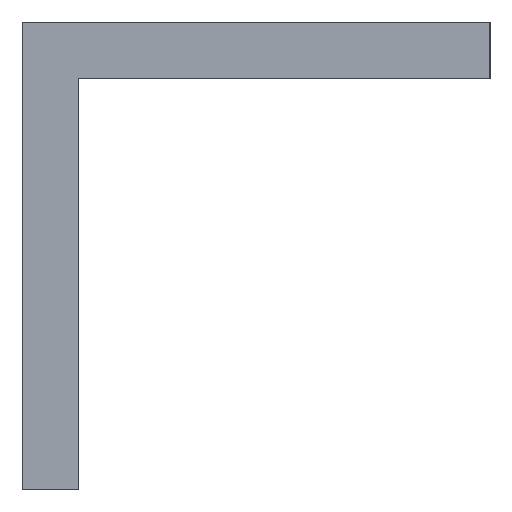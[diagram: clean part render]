
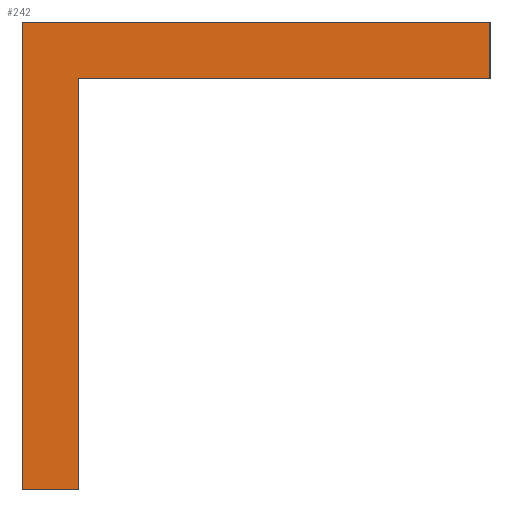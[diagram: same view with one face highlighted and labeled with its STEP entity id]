
A CAD part, left-side view. The second image highlights one B-rep face of the part: STEP entity #242.
In plain terms, the highlighted planar face has unit normal (-1, 0, 0).
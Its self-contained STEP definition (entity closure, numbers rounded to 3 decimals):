
#18 = VECTOR ( 'NONE', #124, 1000. ) ;
#19 = CARTESIAN_POINT ( 'NONE',  ( 0., 22., -10.146 ) ) ;
#21 = VERTEX_POINT ( 'NONE', #201 ) ;
#25 = ORIENTED_EDGE ( 'NONE', *, *, #143, .F. ) ;
#29 = VERTEX_POINT ( 'NONE', #279 ) ;
#33 = LINE ( 'NONE', #223, #18 ) ;
#38 = CARTESIAN_POINT ( 'NONE',  ( 0., 0., -7.146 ) ) ;
#41 = CARTESIAN_POINT ( 'NONE',  ( 0., 0., 0. ) ) ;
#42 = LINE ( 'NONE', #19, #198 ) ;
#46 = VERTEX_POINT ( 'NONE', #257 ) ;
#48 = VERTEX_POINT ( 'NONE', #275 ) ;
#80 = DIRECTION ( 'NONE',  ( 0., 0., -1. ) ) ;
#92 = ORIENTED_EDGE ( 'NONE', *, *, #281, .F. ) ;
#97 = DIRECTION ( 'NONE',  ( 0., 0., 1. ) ) ;
#101 = CARTESIAN_POINT ( 'NONE',  ( 0., 0., -10.146 ) ) ;
#104 = FACE_OUTER_BOUND ( 'NONE', #112, .T. ) ;
#112 = EDGE_LOOP ( 'NONE', ( #135, #25, #248, #246, #118, #92 ) ) ;
#113 = AXIS2_PLACEMENT_3D ( 'NONE', #41, #205, #261 ) ;
#118 = ORIENTED_EDGE ( 'NONE', *, *, #239, .F. ) ;
#124 = DIRECTION ( 'NONE',  ( 0., 1., 0. ) ) ;
#132 = CARTESIAN_POINT ( 'NONE',  ( 0., 25., -32.146 ) ) ;
#135 = ORIENTED_EDGE ( 'NONE', *, *, #187, .F. ) ;
#142 = LINE ( 'NONE', #38, #254 ) ;
#143 = EDGE_CURVE ( 'NONE', #48, #216, #142, .T. ) ;
#153 = CARTESIAN_POINT ( 'NONE',  ( 0., 0., -7.146 ) ) ;
#157 = CARTESIAN_POINT ( 'NONE',  ( 0., 22., -32.146 ) ) ;
#158 = LINE ( 'NONE', #157, #260 ) ;
#159 = EDGE_CURVE ( 'NONE', #303, #48, #272, .T. ) ;
#169 = VECTOR ( 'NONE', #80, 1000. ) ;
#181 = EDGE_CURVE ( 'NONE', #29, #303, #33, .T. ) ;
#187 = EDGE_CURVE ( 'NONE', #216, #46, #296, .T. ) ;
#198 = VECTOR ( 'NONE', #234, 1000. ) ;
#201 = CARTESIAN_POINT ( 'NONE',  ( 0., 22., -10.146 ) ) ;
#205 = DIRECTION ( 'NONE',  ( -1., 0., 0. ) ) ;
#216 = VERTEX_POINT ( 'NONE', #153 ) ;
#223 = CARTESIAN_POINT ( 'NONE',  ( 0., 25., -32.146 ) ) ;
#233 = VECTOR ( 'NONE', #97, 1000. ) ;
#234 = DIRECTION ( 'NONE',  ( 0., 1., 0. ) ) ;
#239 = EDGE_CURVE ( 'NONE', #21, #29, #158, .T. ) ;
#242 = ADVANCED_FACE ( 'NONE', ( #104 ), #262, .T. ) ;
#246 = ORIENTED_EDGE ( 'NONE', *, *, #181, .F. ) ;
#248 = ORIENTED_EDGE ( 'NONE', *, *, #159, .F. ) ;
#251 = DIRECTION ( 'NONE',  ( 0., -1., 0. ) ) ;
#254 = VECTOR ( 'NONE', #251, 1000. ) ;
#257 = CARTESIAN_POINT ( 'NONE',  ( 0., 0., -10.146 ) ) ;
#260 = VECTOR ( 'NONE', #282, 1000. ) ;
#261 = DIRECTION ( 'NONE',  ( 0., 0., 1. ) ) ;
#262 = PLANE ( 'NONE',  #113 ) ;
#272 = LINE ( 'NONE', #276, #233 ) ;
#275 = CARTESIAN_POINT ( 'NONE',  ( 0., 25., -7.146 ) ) ;
#276 = CARTESIAN_POINT ( 'NONE',  ( 0., 25., -7.146 ) ) ;
#279 = CARTESIAN_POINT ( 'NONE',  ( 0., 22., -32.146 ) ) ;
#281 = EDGE_CURVE ( 'NONE', #46, #21, #42, .T. ) ;
#282 = DIRECTION ( 'NONE',  ( 0., 0., -1. ) ) ;
#296 = LINE ( 'NONE', #101, #169 ) ;
#303 = VERTEX_POINT ( 'NONE', #132 ) ;
